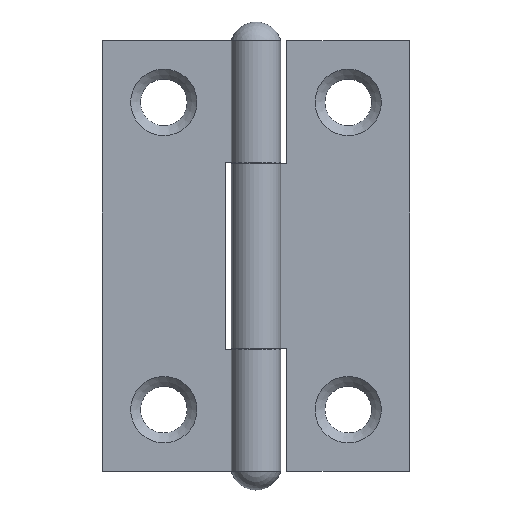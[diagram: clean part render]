
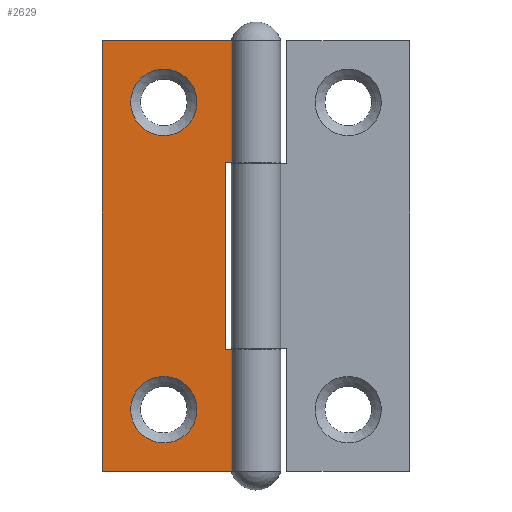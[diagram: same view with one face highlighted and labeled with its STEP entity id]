
A CAD part, top view. The second image highlights one B-rep face of the part: STEP entity #2629.
In plain terms, the highlighted planar face has unit normal (0, 0, 1).
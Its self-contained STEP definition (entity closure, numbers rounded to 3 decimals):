
#178 = VERTEX_POINT ( 'NONE', #3424 ) ;
#339 = VECTOR ( 'NONE', #2017, 1000. ) ;
#443 = DIRECTION ( 'NONE',  ( 0., -1., 0. ) ) ;
#486 = EDGE_CURVE ( 'NONE', #3921, #9926, #9848, .T. ) ;
#531 = CARTESIAN_POINT ( 'NONE',  ( -2., -17.5, 0.8 ) ) ;
#811 = ORIENTED_EDGE ( 'NONE', *, *, #1791, .T. ) ;
#819 = VECTOR ( 'NONE', #7658, 1000. ) ;
#914 = LINE ( 'NONE', #3261, #7197 ) ;
#1100 = EDGE_CURVE ( 'NONE', #5547, #9301, #914, .T. ) ;
#1205 = DIRECTION ( 'NONE',  ( 0., 0., -1. ) ) ;
#1235 = CARTESIAN_POINT ( 'NONE',  ( -9.5, 12.5, 0.8 ) ) ;
#1431 = LINE ( 'NONE', #9215, #819 ) ;
#1433 = PLANE ( 'NONE',  #9718 ) ;
#1488 = VECTOR ( 'NONE', #3952, 1000. ) ;
#1584 = CARTESIAN_POINT ( 'NONE',  ( -4.5, -7.6, 0.8 ) ) ;
#1663 = ORIENTED_EDGE ( 'NONE', *, *, #486, .T. ) ;
#1666 = ORIENTED_EDGE ( 'NONE', *, *, #7957, .T. ) ;
#1791 = EDGE_CURVE ( 'NONE', #4259, #9150, #3826, .T. ) ;
#1914 = ORIENTED_EDGE ( 'NONE', *, *, #3632, .T. ) ;
#1934 = VECTOR ( 'NONE', #443, 1000. ) ;
#2004 = CIRCLE ( 'NONE', #7117, 2.7 ) ;
#2017 = DIRECTION ( 'NONE',  ( 0., 1., 0. ) ) ;
#2247 = EDGE_LOOP ( 'NONE', ( #4095, #7237, #1914, #1663, #6989, #2524, #8153, #811 ) ) ;
#2248 = DIRECTION ( 'NONE',  ( 1., 0., 0. ) ) ;
#2259 = DIRECTION ( 'NONE',  ( 0., 0., -1. ) ) ;
#2524 = ORIENTED_EDGE ( 'NONE', *, *, #3361, .F. ) ;
#2629 = ADVANCED_FACE ( 'NONE', ( #9433, #5242, #3190 ), #1433, .F. ) ;
#2764 = DIRECTION ( 'NONE',  ( 1., 0., 0. ) ) ;
#2805 = CARTESIAN_POINT ( 'NONE',  ( -2., 7.6, 0.8 ) ) ;
#2947 = CARTESIAN_POINT ( 'NONE',  ( -12.2, -12.5, 0.8 ) ) ;
#3036 = AXIS2_PLACEMENT_3D ( 'NONE', #3411, #4300, #4985 ) ;
#3190 = FACE_OUTER_BOUND ( 'NONE', #2247, .T. ) ;
#3226 = DIRECTION ( 'NONE',  ( -1., 0., 0. ) ) ;
#3261 = CARTESIAN_POINT ( 'NONE',  ( -2., -7.6, 0.8 ) ) ;
#3361 = EDGE_CURVE ( 'NONE', #9867, #178, #3387, .T. ) ;
#3387 = LINE ( 'NONE', #7003, #5744 ) ;
#3411 = CARTESIAN_POINT ( 'NONE',  ( -9.5, -12.5, 0.8 ) ) ;
#3424 = CARTESIAN_POINT ( 'NONE',  ( -2., 17.5, 0.8 ) ) ;
#3580 = CIRCLE ( 'NONE', #3036, 2.7 ) ;
#3586 = EDGE_CURVE ( 'NONE', #5547, #9150, #10066, .T. ) ;
#3632 = EDGE_CURVE ( 'NONE', #9301, #3921, #4993, .T. ) ;
#3764 = EDGE_CURVE ( 'NONE', #178, #9926, #1431, .T. ) ;
#3826 = LINE ( 'NONE', #8691, #1488 ) ;
#3921 = VERTEX_POINT ( 'NONE', #7297 ) ;
#3934 = VECTOR ( 'NONE', #8388, 1000. ) ;
#3952 = DIRECTION ( 'NONE',  ( 1., 0., 0. ) ) ;
#4095 = ORIENTED_EDGE ( 'NONE', *, *, #3586, .F. ) ;
#4259 = VERTEX_POINT ( 'NONE', #7398 ) ;
#4300 = DIRECTION ( 'NONE',  ( 0., 0., -1. ) ) ;
#4306 = CARTESIAN_POINT ( 'NONE',  ( -14.5, 17.5, 0.8 ) ) ;
#4427 = LINE ( 'NONE', #4306, #3934 ) ;
#4985 = DIRECTION ( 'NONE',  ( -1., 0., 0. ) ) ;
#4993 = LINE ( 'NONE', #8289, #339 ) ;
#5054 = CARTESIAN_POINT ( 'NONE',  ( -14.5, 17.5, 0.8 ) ) ;
#5242 = FACE_BOUND ( 'NONE', #8300, .T. ) ;
#5423 = CARTESIAN_POINT ( 'NONE',  ( -2., 17.5, 0.8 ) ) ;
#5547 = VERTEX_POINT ( 'NONE', #8218 ) ;
#5744 = VECTOR ( 'NONE', #2248, 1000. ) ;
#5948 = CARTESIAN_POINT ( 'NONE',  ( -2., 7.6, 0.8 ) ) ;
#5959 = CARTESIAN_POINT ( 'NONE',  ( -2., 17.5, 0.8 ) ) ;
#6920 = CARTESIAN_POINT ( 'NONE',  ( -12.2, 12.5, 0.8 ) ) ;
#6989 = ORIENTED_EDGE ( 'NONE', *, *, #3764, .F. ) ;
#7003 = CARTESIAN_POINT ( 'NONE',  ( -2., 17.5, 0.8 ) ) ;
#7117 = AXIS2_PLACEMENT_3D ( 'NONE', #1235, #1205, #9743 ) ;
#7197 = VECTOR ( 'NONE', #3226, 1000. ) ;
#7237 = ORIENTED_EDGE ( 'NONE', *, *, #1100, .T. ) ;
#7297 = CARTESIAN_POINT ( 'NONE',  ( -4.5, 7.6, 0.8 ) ) ;
#7398 = CARTESIAN_POINT ( 'NONE',  ( -14.5, -17.5, 0.8 ) ) ;
#7658 = DIRECTION ( 'NONE',  ( 0., -1., 0. ) ) ;
#7957 = EDGE_CURVE ( 'NONE', #9865, #9865, #2004, .T. ) ;
#8153 = ORIENTED_EDGE ( 'NONE', *, *, #8822, .T. ) ;
#8218 = CARTESIAN_POINT ( 'NONE',  ( -2., -7.6, 0.8 ) ) ;
#8266 = VERTEX_POINT ( 'NONE', #2947 ) ;
#8289 = CARTESIAN_POINT ( 'NONE',  ( -4.5, 17.5, 0.8 ) ) ;
#8300 = EDGE_LOOP ( 'NONE', ( #1666 ) ) ;
#8388 = DIRECTION ( 'NONE',  ( 0., -1., 0. ) ) ;
#8691 = CARTESIAN_POINT ( 'NONE',  ( -2., -17.5, 0.8 ) ) ;
#8822 = EDGE_CURVE ( 'NONE', #9867, #4259, #4427, .T. ) ;
#8825 = EDGE_LOOP ( 'NONE', ( #8960 ) ) ;
#8960 = ORIENTED_EDGE ( 'NONE', *, *, #9811, .T. ) ;
#9150 = VERTEX_POINT ( 'NONE', #531 ) ;
#9215 = CARTESIAN_POINT ( 'NONE',  ( -2., 17.5, 0.8 ) ) ;
#9301 = VERTEX_POINT ( 'NONE', #1584 ) ;
#9433 = FACE_BOUND ( 'NONE', #8825, .T. ) ;
#9718 = AXIS2_PLACEMENT_3D ( 'NONE', #5423, #2259, #10111 ) ;
#9743 = DIRECTION ( 'NONE',  ( -1., 0., 0. ) ) ;
#9811 = EDGE_CURVE ( 'NONE', #8266, #8266, #3580, .T. ) ;
#9848 = LINE ( 'NONE', #2805, #10205 ) ;
#9865 = VERTEX_POINT ( 'NONE', #6920 ) ;
#9867 = VERTEX_POINT ( 'NONE', #5054 ) ;
#9926 = VERTEX_POINT ( 'NONE', #5948 ) ;
#10066 = LINE ( 'NONE', #5959, #1934 ) ;
#10111 = DIRECTION ( 'NONE',  ( -1., 0., 0. ) ) ;
#10205 = VECTOR ( 'NONE', #2764, 1000. ) ;
